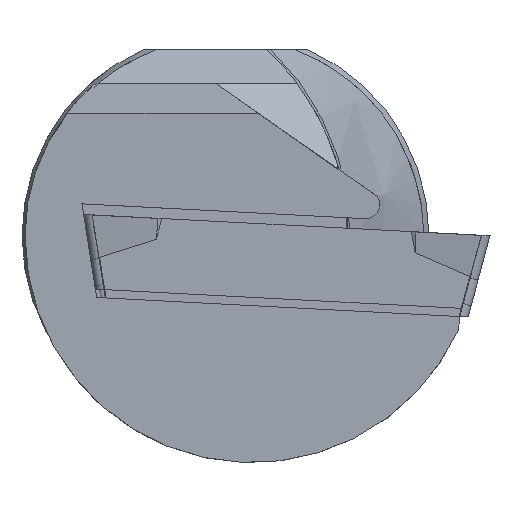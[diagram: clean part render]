
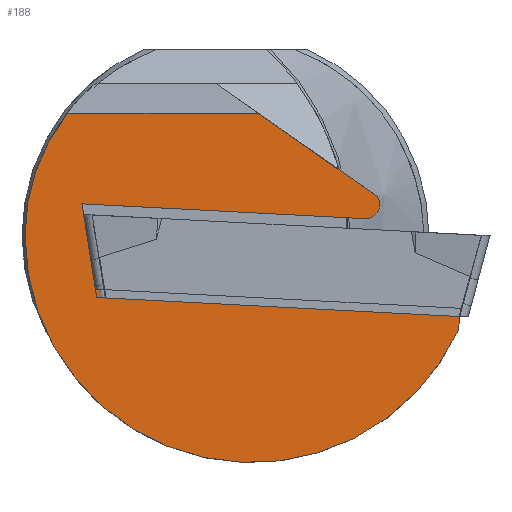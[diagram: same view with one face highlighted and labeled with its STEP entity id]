
A CAD part, left-side view. The second image highlights one B-rep face of the part: STEP entity #188.
In plain terms, the highlighted planar face has unit normal (-1, 0, 0).
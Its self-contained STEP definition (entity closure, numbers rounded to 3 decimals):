
#58=CIRCLE('',#1369,0.7);
#59=CIRCLE('',#1370,9.85);
#60=CIRCLE('',#1371,11.15);
#188=ADVANCED_FACE('',(#296),#237,.T.);
#237=PLANE('',#1372);
#296=FACE_OUTER_BOUND('',#368,.T.);
#368=EDGE_LOOP('',(#663,#664,#665,#666,#667,#668,#669,#670,#671));
#663=ORIENTED_EDGE('',*,*,#1054,.F.);
#664=ORIENTED_EDGE('',*,*,#1055,.F.);
#665=ORIENTED_EDGE('',*,*,#1056,.F.);
#666=ORIENTED_EDGE('',*,*,#1057,.F.);
#667=ORIENTED_EDGE('',*,*,#1058,.F.);
#668=ORIENTED_EDGE('',*,*,#1059,.F.);
#669=ORIENTED_EDGE('',*,*,#1060,.F.);
#670=ORIENTED_EDGE('',*,*,#1061,.F.);
#671=ORIENTED_EDGE('',*,*,#1062,.F.);
#893=VERTEX_POINT('',#2307);
#894=VERTEX_POINT('',#2308);
#895=VERTEX_POINT('',#2310);
#896=VERTEX_POINT('',#2312);
#897=VERTEX_POINT('',#2314);
#898=VERTEX_POINT('',#2316);
#899=VERTEX_POINT('',#2318);
#900=VERTEX_POINT('',#2320);
#901=VERTEX_POINT('',#2322);
#1054=EDGE_CURVE('',#893,#894,#1198,.T.);
#1055=EDGE_CURVE('',#895,#893,#1199,.T.);
#1056=EDGE_CURVE('',#896,#895,#1200,.T.);
#1057=EDGE_CURVE('',#897,#896,#58,.T.);
#1058=EDGE_CURVE('',#898,#897,#1201,.T.);
#1059=EDGE_CURVE('',#899,#898,#1202,.T.);
#1060=EDGE_CURVE('',#900,#899,#59,.T.);
#1061=EDGE_CURVE('',#901,#900,#60,.T.);
#1062=EDGE_CURVE('',#894,#901,#1203,.T.);
#1198=LINE('',#2306,#1310);
#1199=LINE('',#2309,#1311);
#1200=LINE('',#2311,#1312);
#1201=LINE('',#2315,#1313);
#1202=LINE('',#2317,#1314);
#1203=LINE('',#2323,#1315);
#1310=VECTOR('',#1550,1.);
#1311=VECTOR('',#1551,1.);
#1312=VECTOR('',#1552,1.);
#1313=VECTOR('',#1555,1.);
#1314=VECTOR('',#1556,1.);
#1315=VECTOR('',#1561,1.);
#1369=AXIS2_PLACEMENT_3D('',#2313,#1553,#1554);
#1370=AXIS2_PLACEMENT_3D('',#2319,#1557,#1558);
#1371=AXIS2_PLACEMENT_3D('',#2321,#1559,#1560);
#1372=AXIS2_PLACEMENT_3D('',#2324,#1562,#1563);
#1550=DIRECTION('',(0.,-0.999,-0.052));
#1551=DIRECTION('',(0.,-0.156,-0.988));
#1552=DIRECTION('',(0.,0.999,0.052));
#1553=DIRECTION('',(1.,0.,0.));
#1554=DIRECTION('',(0.,-1.,0.));
#1555=DIRECTION('',(0.,-0.819,-0.574));
#1556=DIRECTION('',(0.,-1.,0.));
#1557=DIRECTION('',(1.,0.,0.));
#1558=DIRECTION('',(0.,-1.,0.));
#1559=DIRECTION('',(1.,0.,0.));
#1560=DIRECTION('',(0.,-1.,0.));
#1561=DIRECTION('',(0.,0.139,-0.99));
#1562=DIRECTION('',(-1.,0.,0.));
#1563=DIRECTION('',(0.,-1.,0.));
#2306=CARTESIAN_POINT('',(0.3,0.155,-2.953));
#2307=CARTESIAN_POINT('',(0.3,6.391,-2.626));
#2308=CARTESIAN_POINT('',(0.3,-11.587,-3.568));
#2309=CARTESIAN_POINT('',(0.3,6.64,-1.052));
#2310=CARTESIAN_POINT('',(0.3,7.055,1.567));
#2311=CARTESIAN_POINT('',(0.3,-0.063,1.194));
#2312=CARTESIAN_POINT('',(0.3,-6.836,0.839));
#2313=CARTESIAN_POINT('',(0.3,-6.873,1.538));
#2314=CARTESIAN_POINT('',(0.3,-7.459,1.922));
#2315=CARTESIAN_POINT('',(0.3,-3.357,4.794));
#2316=CARTESIAN_POINT('',(0.3,-1.623,6.008));
#2317=CARTESIAN_POINT('',(0.3,233.248,6.008));
#2318=CARTESIAN_POINT('',(0.3,7.806,6.008));
#2319=CARTESIAN_POINT('',(0.3,0.,0.));
#2320=CARTESIAN_POINT('',(0.3,9.85,0.));
#2321=CARTESIAN_POINT('',(0.3,-1.3,0.));
#2322=CARTESIAN_POINT('',(0.3,-11.436,-4.646));
#2323=CARTESIAN_POINT('',(0.3,-11.855,-1.666));
#2324=CARTESIAN_POINT('',(0.3,0.,0.));
